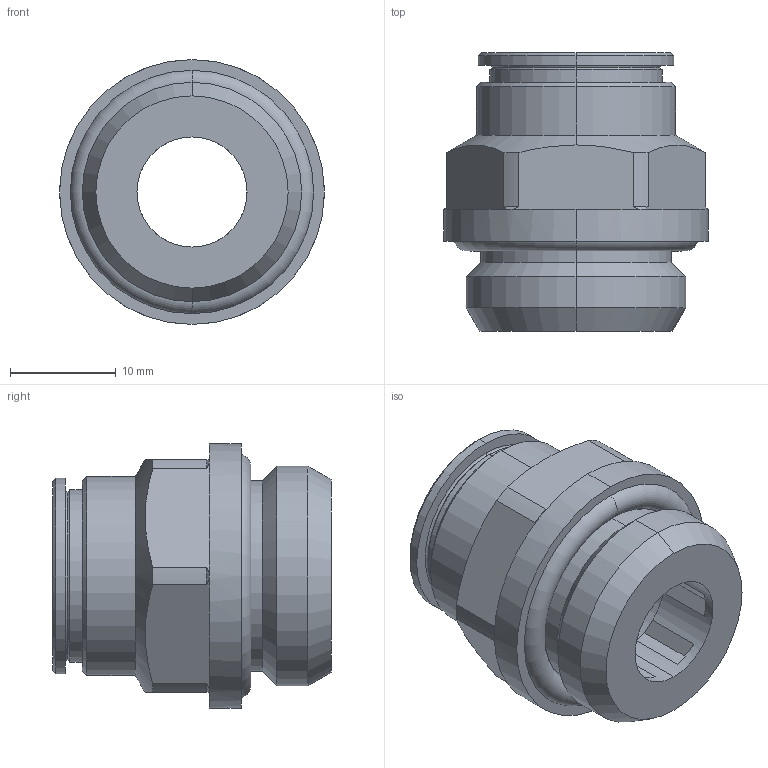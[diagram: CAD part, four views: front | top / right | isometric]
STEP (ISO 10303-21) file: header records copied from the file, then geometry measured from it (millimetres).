
FILE_DESCRIPTION (( 'STEP AP203' ), '1' );
FILE_NAME ('X0020064.STEP', '2016-12-05T14:44:46', ( '' ), ( '' ), 'SwSTEP 2.0', 'SolidWorks 2015', '' );
FILE_SCHEMA (( 'CONFIG_CONTROL_DESIGN' ));
Length unit declared in the file: millimetre
Products named in the file (1): X0020064
Bounding box: 25 x 26.3 x 25 mm (x, y, z)
Volume: 6121.4 mm3; surface area: 3623.6 mm2
Topology: 1 solids, 1 shells, 86 faces, 206 edges, 126 vertices
Faces by surface type: plane 36, cylinder 22, cone 20, torus 8
Entity records: 2647 total; most frequent: CARTESIAN_POINT 555, DIRECTION 444, ORIENTED_EDGE 412, EDGE_CURVE 206, AXIS2_PLACEMENT_3D 183, VERTEX_POINT 126, CIRCLE 96, EDGE_LOOP 92
